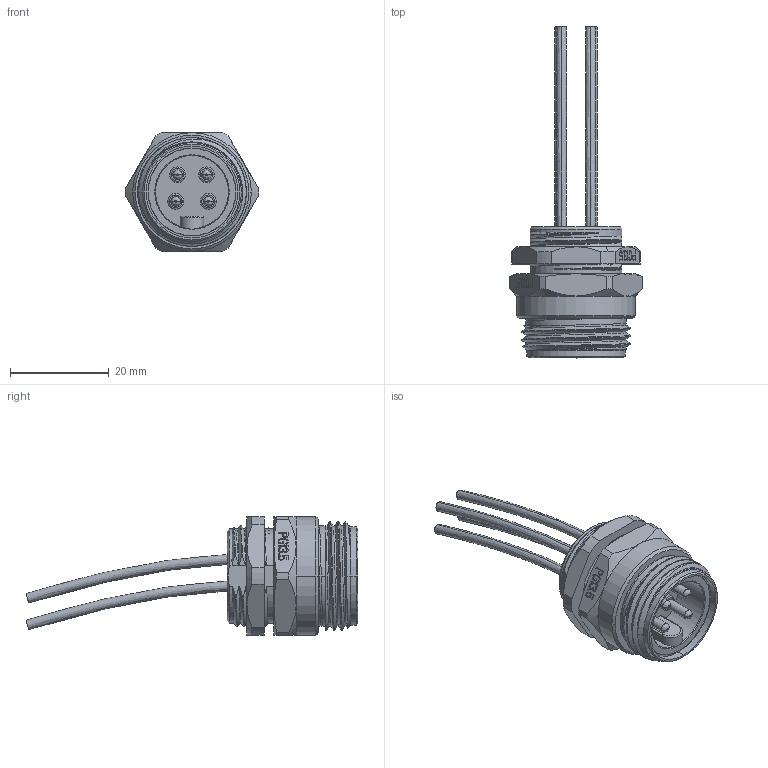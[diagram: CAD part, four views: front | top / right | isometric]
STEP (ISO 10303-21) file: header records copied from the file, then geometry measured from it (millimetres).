
FILE_DESCRIPTION((''),'2;1');
FILE_NAME('7_8-M04-BK-PG13_5-W0__SW0001','2020-12-17T',('tc.chen'),(''),'PRO/ENGINEER BY PARAMETRIC TECHNOLOGY CORPORATION, 2012480','PRO/ENGINEER BY PARAMETRIC TECHNOLOGY CORPORATION, 2012480','');
FILE_SCHEMA(('AUTOMOTIVE_DESIGN { 1 0 10303 214 1 1 1 1 }'));
Length unit declared in the file: millimetre
Products named in the file (1): 7_8-M04-BK-PG13_5-W0__SW0001
Bounding box: 27 x 67.17 x 24 mm (x, y, z)
Volume: 9368.8 mm3; surface area: 7201.7 mm2
Topology: 1 solids, 1 shells, 588 faces, 1675 edges, 1087 vertices
Faces by surface type: plane 410, bspline 79, cylinder 63, cone 27, torus 9
Entity records: 25281 total; most frequent: CARTESIAN_POINT 10338, ORIENTED_EDGE 3350, DIRECTION 2631, EDGE_CURVE 1675, VECTOR 1247, LINE 1247, VERTEX_POINT 1087, AXIS2_PLACEMENT_3D 692
